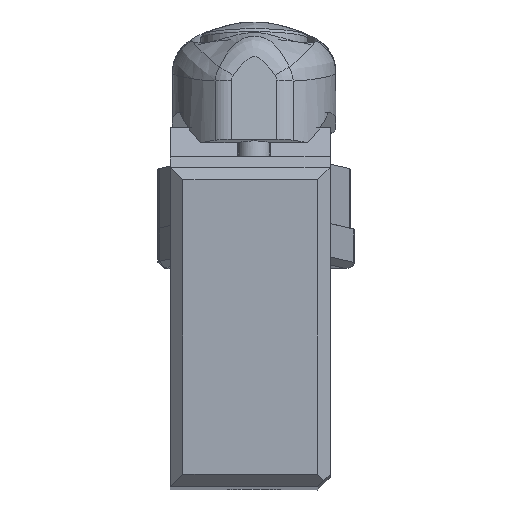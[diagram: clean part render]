
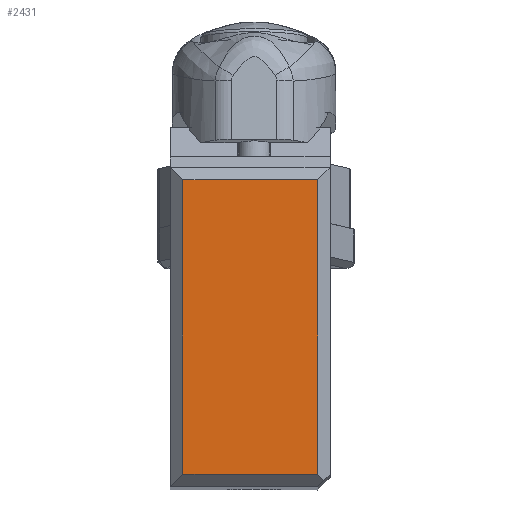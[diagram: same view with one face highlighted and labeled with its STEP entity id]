
A CAD part, top view. The second image highlights one B-rep face of the part: STEP entity #2431.
In plain terms, the highlighted planar face has unit normal (0, 0, 1).
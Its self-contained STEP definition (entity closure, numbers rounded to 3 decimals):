
#2164=FACE_OUTER_BOUND('',#2808,.T.);
#2431=ADVANCED_FACE('',(#2164),#2675,.T.);
#2675=PLANE('',#7158);
#2808=EDGE_LOOP('',(#3441,#3442,#3443,#3444));
#3441=ORIENTED_EDGE('',*,*,#5318,.F.);
#3442=ORIENTED_EDGE('',*,*,#5313,.F.);
#3443=ORIENTED_EDGE('',*,*,#5317,.T.);
#3444=ORIENTED_EDGE('',*,*,#5319,.T.);
#4726=VERTEX_POINT('',#9235);
#4727=VERTEX_POINT('',#9236);
#4728=VERTEX_POINT('',#9241);
#4729=VERTEX_POINT('',#9245);
#5313=EDGE_CURVE('',#4726,#4727,#6300,.T.);
#5317=EDGE_CURVE('',#4726,#4728,#6304,.T.);
#5318=EDGE_CURVE('',#4727,#4729,#6305,.T.);
#5319=EDGE_CURVE('',#4728,#4729,#6306,.T.);
#6300=LINE('',#9234,#6556);
#6304=LINE('',#9242,#6560);
#6305=LINE('',#9244,#6561);
#6306=LINE('',#9246,#6562);
#6556=VECTOR('',#7944,1.);
#6560=VECTOR('',#7950,1.);
#6561=VECTOR('',#7953,1.);
#6562=VECTOR('',#7954,1.);
#7158=AXIS2_PLACEMENT_3D('',#9247,#7955,#7956);
#7944=DIRECTION('',(1.,0.,0.));
#7950=DIRECTION('',(0.,-1.,0.));
#7953=DIRECTION('',(0.,-1.,0.));
#7954=DIRECTION('',(1.,0.,0.));
#7955=DIRECTION('',(0.,0.,1.));
#7956=DIRECTION('',(1.,0.,0.));
#9234=CARTESIAN_POINT('',(-11.7,24.4,0.));
#9235=CARTESIAN_POINT('',(-11.7,24.4,0.));
#9236=CARTESIAN_POINT('',(-1.,24.4,0.));
#9241=CARTESIAN_POINT('',(-11.7,1.,0.));
#9242=CARTESIAN_POINT('',(-11.7,24.4,0.));
#9244=CARTESIAN_POINT('',(-1.,24.4,0.));
#9245=CARTESIAN_POINT('',(-1.,1.,0.));
#9246=CARTESIAN_POINT('',(-11.7,1.,0.));
#9247=CARTESIAN_POINT('',(-6.35,12.7,0.));
